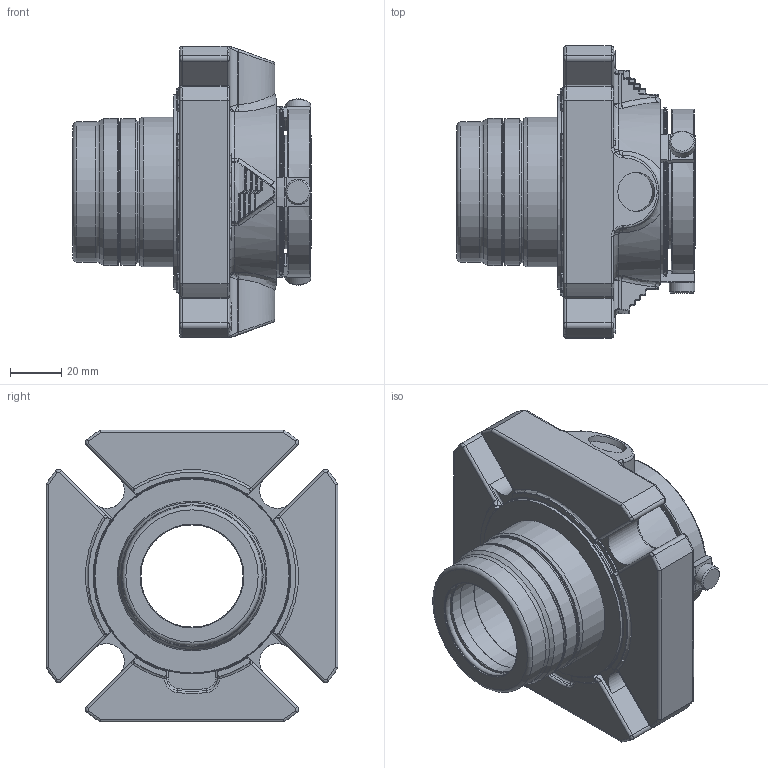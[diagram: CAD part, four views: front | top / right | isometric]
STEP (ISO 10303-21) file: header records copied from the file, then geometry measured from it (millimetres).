
FILE_DESCRIPTION(/* description */ ('Unknown'),/* implementation_level */ '2;1');
FILE_NAME(/* name */ '40mm - STEP REMAKE',/* time_stamp */ '2023-01-30T10:34:47+00:00',/* author */ ('Unknown'),/* organization */ ('Unknown'),/* preprocessor_version */ 'ST-DEVELOPER v16.7',/* originating_system */ 'Solid Edge',/* authorisation */ 'Unknown');
FILE_SCHEMA (('AUTOMOTIVE_DESIGN {1 0 10303 214 3 1 1}'));
Length unit declared in the file: millimetre
Products named in the file (1): 40mm 3
Bounding box: 93.24 x 114.3 x 114.3 mm (x, y, z)
Volume: 341572.3 mm3; surface area: 68661.1 mm2
Topology: 1 solids, 2 shells, 1032 faces, 2583 edges, 1593 vertices
Faces by surface type: cylinder 362, plane 307, bspline 167, torus 124, cone 37, sphere 35
Full cylindrical faces by diameter (mm): 2.37 x1, 4.837 x2, 10 x3, 15.342 x2, 40.005 x1, 40.107 x3, 40.361 x1, 44.425 x2, 44.45 x2, 54.839 x1, 55.499 x2, 56.007 x1, 57.48 x1, 57.582 x1, 58.598 x1, 64.897 x3, 66.421 x1, 73.05 x1, 75.997 x1, 76 x1, 76.403 x1, 76.657 x1
Entity records: 33364 total; most frequent: CARTESIAN_POINT 9910, ORIENTED_EDGE 4936, DIRECTION 4747, EDGE_CURVE 2468, AXIS2_PLACEMENT_3D 1817, VERTEX_POINT 1565, FACE_BOUND 1159, EDGE_LOOP 1158
